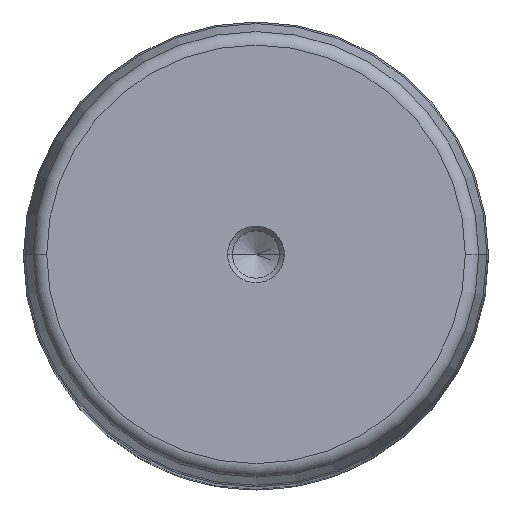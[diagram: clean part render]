
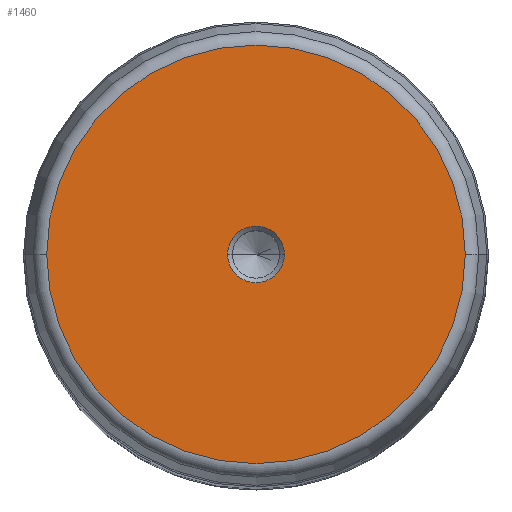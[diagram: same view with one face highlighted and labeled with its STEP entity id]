
A CAD part, top view. The second image highlights one B-rep face of the part: STEP entity #1460.
In plain terms, the highlighted planar face has unit normal (0, 0, 1).
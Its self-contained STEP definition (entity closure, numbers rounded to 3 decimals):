
#30 = CARTESIAN_POINT ( 'NONE',  ( -45.019, 0., 400. ) ) ;
#91 = DIRECTION ( 'NONE',  ( 0., 0., 1. ) ) ;
#284 = ORIENTED_EDGE ( 'NONE', *, *, #2062, .T. ) ;
#286 = CARTESIAN_POINT ( 'NONE',  ( -6.1, 0., 400. ) ) ;
#338 = AXIS2_PLACEMENT_3D ( 'NONE', #570, #2480, #855 ) ;
#415 = CARTESIAN_POINT ( 'NONE',  ( 0., 0., 400. ) ) ;
#463 = EDGE_LOOP ( 'NONE', ( #1628, #3253 ) ) ;
#470 = CARTESIAN_POINT ( 'NONE',  ( 0., 0., 400. ) ) ;
#550 = EDGE_CURVE ( 'NONE', #1240, #1149, #1563, .T. ) ;
#570 = CARTESIAN_POINT ( 'NONE',  ( 0., 0., 400. ) ) ;
#647 = DIRECTION ( 'NONE',  ( 0., 0., -1. ) ) ;
#782 = AXIS2_PLACEMENT_3D ( 'NONE', #2534, #3079, #1725 ) ;
#855 = DIRECTION ( 'NONE',  ( 1., 0., 0. ) ) ;
#1065 = DIRECTION ( 'NONE',  ( 0., 0., -1. ) ) ;
#1149 = VERTEX_POINT ( 'NONE', #2483 ) ;
#1198 = DIRECTION ( 'NONE',  ( 1., 0., 0. ) ) ;
#1240 = VERTEX_POINT ( 'NONE', #30 ) ;
#1384 = EDGE_CURVE ( 'NONE', #2798, #2054, #2736, .T. ) ;
#1460 = ADVANCED_FACE ( 'NONE', ( #2229, #2871 ), #1936, .T. ) ;
#1563 = CIRCLE ( 'NONE', #2934, 45.019 ) ;
#1628 = ORIENTED_EDGE ( 'NONE', *, *, #3285, .T. ) ;
#1725 = DIRECTION ( 'NONE',  ( 1., 0., 0. ) ) ;
#1936 = PLANE ( 'NONE',  #338 ) ;
#2054 = VERTEX_POINT ( 'NONE', #2809 ) ;
#2062 = EDGE_CURVE ( 'NONE', #1149, #1240, #3116, .T. ) ;
#2082 = EDGE_LOOP ( 'NONE', ( #284, #2296 ) ) ;
#2229 = FACE_OUTER_BOUND ( 'NONE', #2082, .T. ) ;
#2296 = ORIENTED_EDGE ( 'NONE', *, *, #550, .T. ) ;
#2413 = CIRCLE ( 'NONE', #2860, 6.1 ) ;
#2480 = DIRECTION ( 'NONE',  ( 0., 0., 1. ) ) ;
#2483 = CARTESIAN_POINT ( 'NONE',  ( 45.019, 0., 400. ) ) ;
#2534 = CARTESIAN_POINT ( 'NONE',  ( 0., 0., 400. ) ) ;
#2555 = CARTESIAN_POINT ( 'NONE',  ( 0., 0., 400. ) ) ;
#2640 = DIRECTION ( 'NONE',  ( 1., 0., 0. ) ) ;
#2736 = CIRCLE ( 'NONE', #2781, 6.1 ) ;
#2781 = AXIS2_PLACEMENT_3D ( 'NONE', #2555, #647, #3100 ) ;
#2798 = VERTEX_POINT ( 'NONE', #286 ) ;
#2809 = CARTESIAN_POINT ( 'NONE',  ( 6.1, 0., 400. ) ) ;
#2860 = AXIS2_PLACEMENT_3D ( 'NONE', #470, #1065, #2640 ) ;
#2871 = FACE_BOUND ( 'NONE', #463, .T. ) ;
#2934 = AXIS2_PLACEMENT_3D ( 'NONE', #415, #91, #1198 ) ;
#3079 = DIRECTION ( 'NONE',  ( 0., 0., 1. ) ) ;
#3100 = DIRECTION ( 'NONE',  ( 1., 0., 0. ) ) ;
#3116 = CIRCLE ( 'NONE', #782, 45.019 ) ;
#3253 = ORIENTED_EDGE ( 'NONE', *, *, #1384, .T. ) ;
#3285 = EDGE_CURVE ( 'NONE', #2054, #2798, #2413, .T. ) ;
